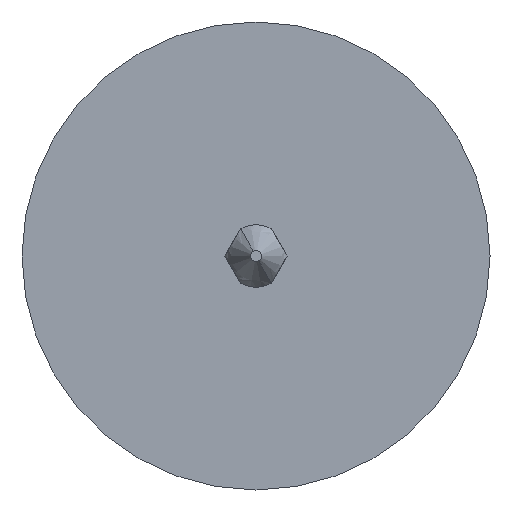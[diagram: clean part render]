
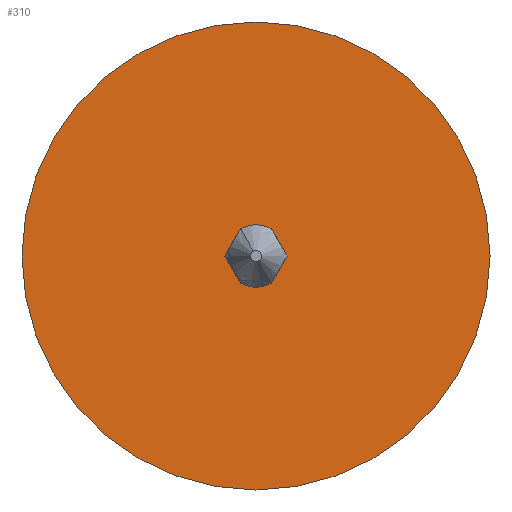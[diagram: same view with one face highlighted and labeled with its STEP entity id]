
A CAD part, front view. The second image highlights one B-rep face of the part: STEP entity #310.
In plain terms, the highlighted planar face has unit normal (0, -1, 0).
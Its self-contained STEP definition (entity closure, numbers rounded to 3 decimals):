
#137=CARTESIAN_POINT('POINT10',(0.198,-0.286,
   0.));
#138=VERTEX_POINT('VERTEX10',#137);
#145=CARTESIAN_POINT('POINT11',(0.177,-0.286,
   0.036));
#146=VERTEX_POINT('VERTEX11',#145);
#147=CARTESIAN_POINT('POS9',(0.198,-0.286,0.))
   ;
#148=DIRECTION('DIR14',(0.5,0.,
   -0.866));
#149=VECTOR('VEC4',#148,1.);
#150=LINE('STRAIGHT4',#147,#149);
#151=EDGE_CURVE('EDGE13',#146,#138,#150,.T.);
#169=CARTESIAN_POINT('POINT12',(0.136,-0.286,
   0.036));
#170=VERTEX_POINT('VERTEX12',#169);
#171=CARTESIAN_POINT('POS12',(0.156,-0.286,0.));
#172=DIRECTION('DIR18',(0.,1.,0.));
#173=DIRECTION('DIR19',(0.493,0.,
   0.87));
#174=AXIS2_PLACEMENT_3D('AXIS7',#171,#172,#173);
#175=CIRCLE('ELLIPSE4',#174,0.042);
#176=EDGE_CURVE('EDGE15',#170,#146,#175,.T.);
#194=CARTESIAN_POINT('POINT13',(0.115,-0.286,
   0.));
#195=VERTEX_POINT('VERTEX13',#194);
#196=CARTESIAN_POINT('POS15',(0.136,-0.286,
   0.036));
#197=DIRECTION('DIR23',(0.5,0.,
   0.866));
#198=VECTOR('VEC7',#197,1.);
#199=LINE('STRAIGHT7',#196,#198);
#200=EDGE_CURVE('EDGE17',#195,#170,#199,.T.);
#218=CARTESIAN_POINT('POINT14',(0.136,-0.286,
   -0.036));
#219=VERTEX_POINT('VERTEX14',#218);
#220=CARTESIAN_POINT('POS18',(0.115,-0.286,0.)
   );
#221=DIRECTION('DIR27',(-0.5,0.,
   0.866));
#222=VECTOR('VEC9',#221,1.);
#223=LINE('STRAIGHT9',#220,#222);
#224=EDGE_CURVE('EDGE19',#219,#195,#223,.T.);
#242=CARTESIAN_POINT('POINT15',(0.177,-0.286,
   -0.036));
#243=VERTEX_POINT('VERTEX15',#242);
#244=CARTESIAN_POINT('POS21',(0.156,-0.286,0.));
#245=DIRECTION('DIR31',(0.,1.,0.));
#246=DIRECTION('DIR32',(-0.493,0.,
   -0.87));
#247=AXIS2_PLACEMENT_3D('AXIS11',#244,#245,#246);
#248=CIRCLE('ELLIPSE5',#247,0.042);
#249=EDGE_CURVE('EDGE21',#243,#219,#248,.T.);
#267=CARTESIAN_POINT('POS24',(0.177,-0.286,
   -0.036));
#268=DIRECTION('DIR36',(-0.5,0.,
   -0.866));
#269=VECTOR('VEC12',#268,1.);
#270=LINE('STRAIGHT12',#267,#269);
#271=EDGE_CURVE('EDGE23',#138,#243,#270,.T.);
#282=ORIENTED_EDGE('COEDGE41',*,*,#271,.T.);
#283=ORIENTED_EDGE('COEDGE42',*,*,#249,.T.);
#284=ORIENTED_EDGE('COEDGE43',*,*,#224,.T.);
#285=ORIENTED_EDGE('COEDGE44',*,*,#200,.T.);
#286=ORIENTED_EDGE('COEDGE45',*,*,#176,.T.);
#287=ORIENTED_EDGE('COEDGE46',*,*,#151,.T.);
#288=EDGE_LOOP('NONE',(#282,#283,#284,#285,#286,#287));
#289=FACE_BOUND('LOOP1',#288,.T.);
#290=CARTESIAN_POINT('POINT16',(0.469,-0.286,
   0.));
#291=VERTEX_POINT('VERTEX16',#290);
#292=CARTESIAN_POINT('POINT17',(-0.156,-0.286,
   0.));
#293=VERTEX_POINT('VERTEX17',#292);
#294=CARTESIAN_POINT('POS26',(0.156,-0.286,0.));
#295=DIRECTION('DIR39',(0.,-1.,0.));
#296=DIRECTION('DIR40',(-1.,0.,0.));
#297=AXIS2_PLACEMENT_3D('AXIS14',#294,#295,#296);
#298=CIRCLE('ELLIPSE6',#297,0.313);
#299=EDGE_CURVE('EDGE24',#291,#293,#298,.T.);
#300=ORIENTED_EDGE('COEDGE47',*,*,#299,.T.);
#301=EDGE_CURVE('EDGE25',#293,#291,#298,.T.);
#302=ORIENTED_EDGE('COEDGE48',*,*,#301,.T.);
#303=EDGE_LOOP('NONE',(#300,#302));
#304=FACE_BOUND('LOOP1',#303,.T.);
#305=CARTESIAN_POINT('POS27',(0.156,-0.286,0.));
#306=DIRECTION('DIR41',(0.,-1.,0.));
#307=DIRECTION('DIR42',(1.,0.,0.));
#308=AXIS2_PLACEMENT_3D('AXIS15',#305,#306,#307);
#309=PLANE('PLANE6',#308);
#310=ADVANCED_FACE('FACE10',(#289,#304),#309,.T.);
